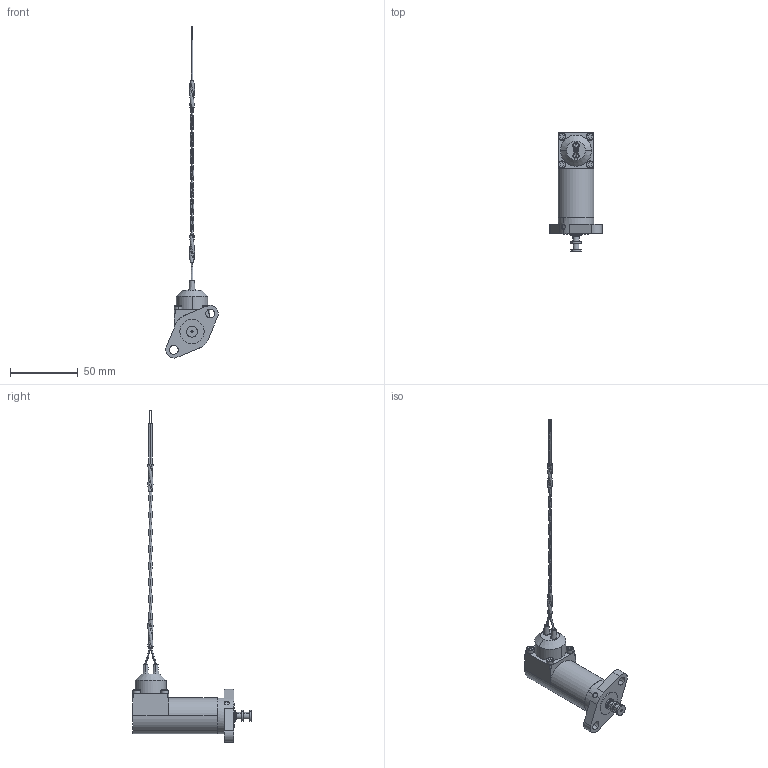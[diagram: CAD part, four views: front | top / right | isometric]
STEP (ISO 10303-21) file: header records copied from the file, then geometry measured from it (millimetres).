
FILE_DESCRIPTION(('Creo Elements/Direct Modeling STEP Export'),'2;1');
FILE_NAME('PR3913(MK3).stp','2019-11-19T14:21:36',(''),(''),'Creo Elements/Direct Modeling STEP processor for AP214 (Solid Model)','Creo Elements/Direct Modeling 20.1B 02-Apr-2019 (C) Parametric Technology GmbH','');
FILE_SCHEMA(('AUTOMOTIVE_DESIGN { 1 0 10303 214 1 1 1 1 }'));
Length unit declared in the file: millimetre
Products named in the file (2): PR3913(MK3)-AKER; PR3913(MK3).stp
Assembly tree (1 placements, depth 2):
  PR3913(MK3).stp
    PR3913(MK3)-AKER
Bounding box: 38.85 x 87.8 x 245.53 mm (x, y, z)
Volume: 54125.3 mm3; surface area: 14462.7 mm2
Topology: 1 solids, 14 shells, 316 faces, 737 edges, 489 vertices
Faces by surface type: cylinder 128, plane 106, cone 36, bspline 30, torus 16
Entity records: 49525 total; most frequent: CARTESIAN_POINT 42257, ORIENTED_EDGE 1466, DIRECTION 1191, EDGE_CURVE 733, VERTEX_POINT 489, AXIS2_PLACEMENT_3D 461, EDGE_LOOP 386, FACE_OUTER_BOUND 316
